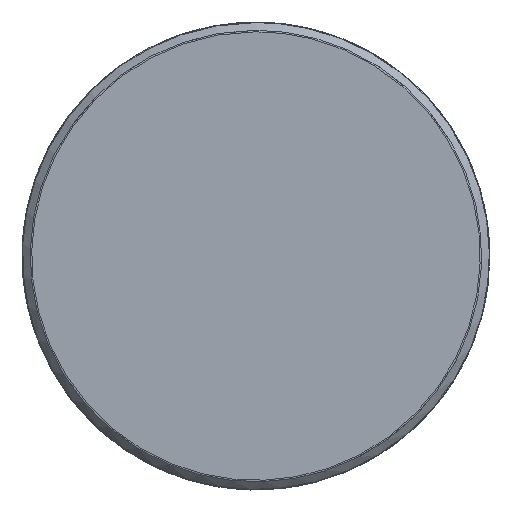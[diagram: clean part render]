
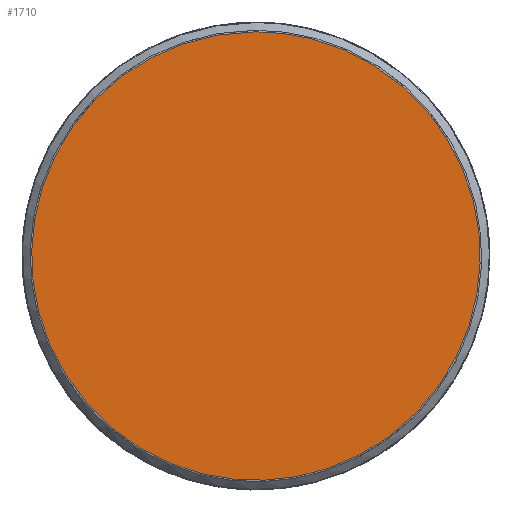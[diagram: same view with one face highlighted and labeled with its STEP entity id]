
A CAD part, front view. The second image highlights one B-rep face of the part: STEP entity #1710.
In plain terms, the highlighted free-form (B-spline) face has degree [1, 1] with [2, 2] control points.
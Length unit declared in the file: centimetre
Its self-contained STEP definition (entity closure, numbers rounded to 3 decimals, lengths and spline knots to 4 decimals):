
#1100 = CARTESIAN_POINT ('', (0., 0., 13.6264));
#1110 = VERTEX_POINT ('', #1100);
#1180 = CARTESIAN_POINT ('', (0., 0., 13.6264));
#1190 = CARTESIAN_POINT ('', (-13.6264, 0., 13.6264));
#1200 = CARTESIAN_POINT ('', (-13.6264, 0., 0.));
#1210 = CARTESIAN_POINT ('', (-13.6264, 0., -13.6264));
#1220 = CARTESIAN_POINT ('', (0., 0., -13.6264));
#1230 = CARTESIAN_POINT ('', (13.6264, 0., -13.6264));
#1240 = CARTESIAN_POINT ('', (13.6264, 0., 0.));
#1250 = CARTESIAN_POINT ('', (13.6264, 0., 13.6264));
#1260 = CARTESIAN_POINT ('', (0., 0., 13.6264));
#1270 = (
   BOUNDED_CURVE ()
   B_SPLINE_CURVE (2, (#1180, #1190, #1200, #1210, #1220, #1230, #1240, #1250, #1260), .UNSPECIFIED., .T., .U.)
   B_SPLINE_CURVE_WITH_KNOTS ((3, 2, 2, 2, 3), (0., 0.25, 0.5, 0.75, 1.), .UNSPECIFIED.)
   CURVE ()
   GEOMETRIC_REPRESENTATION_ITEM ()
   RATIONAL_B_SPLINE_CURVE ((1., 0.707, 1., 0.707, 1., 0.707, 1., 0.707, 1.))
   REPRESENTATION_ITEM ('')
);
#1280 = EDGE_CURVE ('', #1110, #1110, #1270, .T.);
#1630 = ORIENTED_EDGE ('', *, *, #1280, .T.);
#1640 = EDGE_LOOP ('', (#1630));
#1650 = FACE_OUTER_BOUND ('', #1640, .T.);
#1660 = CARTESIAN_POINT ('', (38.7672, 0., -40.9573));
#1670 = CARTESIAN_POINT ('', (-42.1706, 0., -40.9583));
#1680 = CARTESIAN_POINT ('', (38.7662, 0., 39.9805));
#1690 = CARTESIAN_POINT ('', (-42.1716, 0., 39.9795));
#1700 = B_SPLINE_SURFACE_WITH_KNOTS ('', 1, 1, ((#1660, #1670), (#1680, #1690)), .UNSPECIFIED., .F., .F., .U., (2, 2), (2, 2), (0., 1.), (0., 1.), .UNSPECIFIED.);
#1710 = ADVANCED_FACE ('', (#1650), #1700, .T.);
